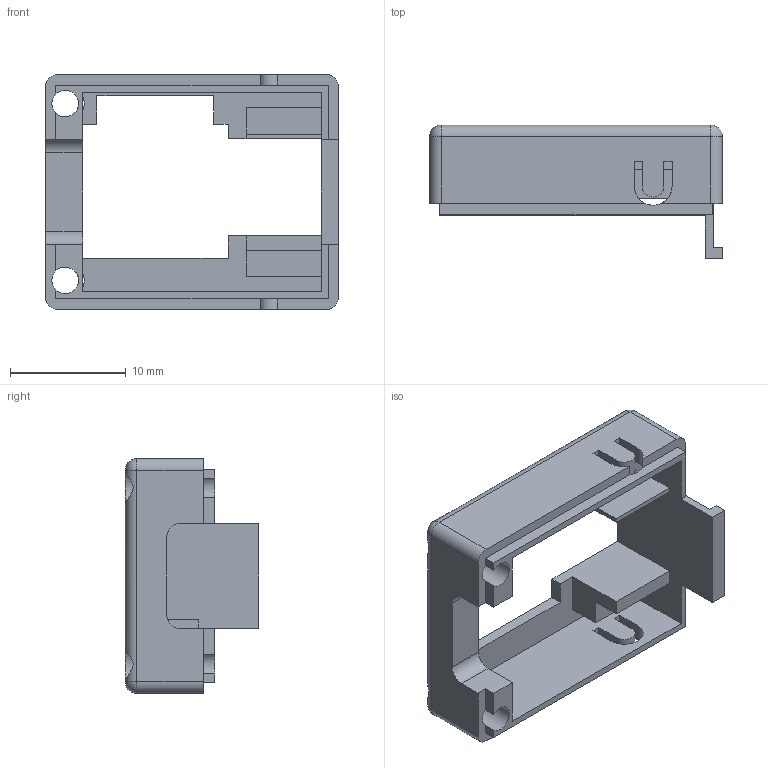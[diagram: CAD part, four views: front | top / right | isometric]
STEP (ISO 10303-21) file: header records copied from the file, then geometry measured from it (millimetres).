
FILE_DESCRIPTION(/* description */ ('STEP AP242 Edition 2','CAx-IF Rec.Pracs.---Representation and Presentation of Product Manufacturing Information (PMI)---4.0---2014-10-13','CAx-IF Rec.Pracs.---3D Tessellated Geometry---0.4---2014-09-14','2;1','CAx-IF Rec.Pracs.---User Defined Attributes---1.5---2016-08-15'),/* implementation_level */ '2;1');
FILE_NAME(/* name */ '6943d19277e09e6cb2ff50fa',/* time_stamp */ '2025-12-18T10:04:03Z',/* author */ (''),/* organization */ (''),/* preprocessor_version */ 'ST-DEVELOPER v20',/* originating_system */ 'ONSHAPE BY PTC INC, 1.208',/* authorisation */ ' ');
FILE_SCHEMA (('AP242_MANAGED_MODEL_BASED_3D_ENGINEERING_MIM_LF { 1 0 10303 442 3 1 4 }'));
Length unit declared in the file: metre
Products named in the file (1): Part 1
Bounding box: 25.35 x 11.55 x 20.3 mm (x, y, z)
Volume: 1206 mm3; surface area: 2072.7 mm2
Topology: 1 solids, 1 shells, 91 faces, 280 edges, 178 vertices
Faces by surface type: plane 69, cylinder 18, sphere 4
Full cylindrical faces by diameter (mm): 2.3 x2, 3.3 x2
Entity records: 3066 total; most frequent: CARTESIAN_POINT 562, ORIENTED_EDGE 536, DIRECTION 494, EDGE_CURVE 268, LINE 218, VECTOR 218, VERTEX_POINT 174, AXIS2_PLACEMENT_3D 138
